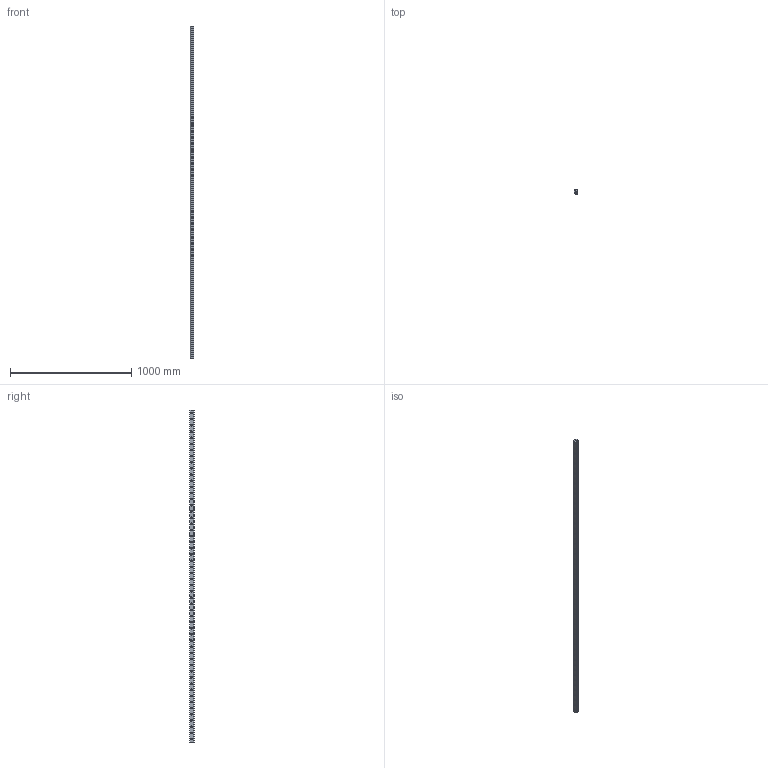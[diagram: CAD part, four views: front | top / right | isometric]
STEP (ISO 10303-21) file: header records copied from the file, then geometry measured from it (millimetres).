
FILE_DESCRIPTION(/* description */ (''),/* implementation_level */ '2;1');
FILE_NAME(/* name */ '1100108ss.stp',/* time_stamp */ '2014-07-23T11:36:50-04:00',/* author */ ('Cory Kanz'),/* organization */ (''),/* preprocessor_version */ 'ST-DEVELOPER v15.2',/* originating_system */ 'Autodesk Inventor 2014',/* authorisation */ '');
FILE_SCHEMA (('AUTOMOTIVE_DESIGN { 1 0 10303 214 3 1 1 }'));
Length unit declared in the file: inch
Products named in the file (4): 901480ss; 901481ss; Unbrako - 1_4 x 3_4 - 20(10); 1100108ss
Bounding box: 26.38 x 36.53 x 2743.2 mm (x, y, z)
Volume: 2436214.8 mm3; surface area: 591663.2 mm2
Topology: 56 solids, 56 shells, 1162 faces, 2450 edges, 1563 vertices
Faces by surface type: plane 610, cylinder 334, cone 110, torus 108
Full cylindrical faces by diameter (mm): 5.159 x54, 6.35 x54, 6.731 x55, 7.144 x54, 11.1 x54, 11.112 x9, 12.7 x54
Entity records: 9622 total; most frequent: DIRECTION 1817, CARTESIAN_POINT 1442, ORIENTED_EDGE 1020, EDGE_LOOP 941, AXIS2_PLACEMENT_3D 886, FACE_BOUND 582, EDGE_CURVE 510, VERTEX_POINT 493
